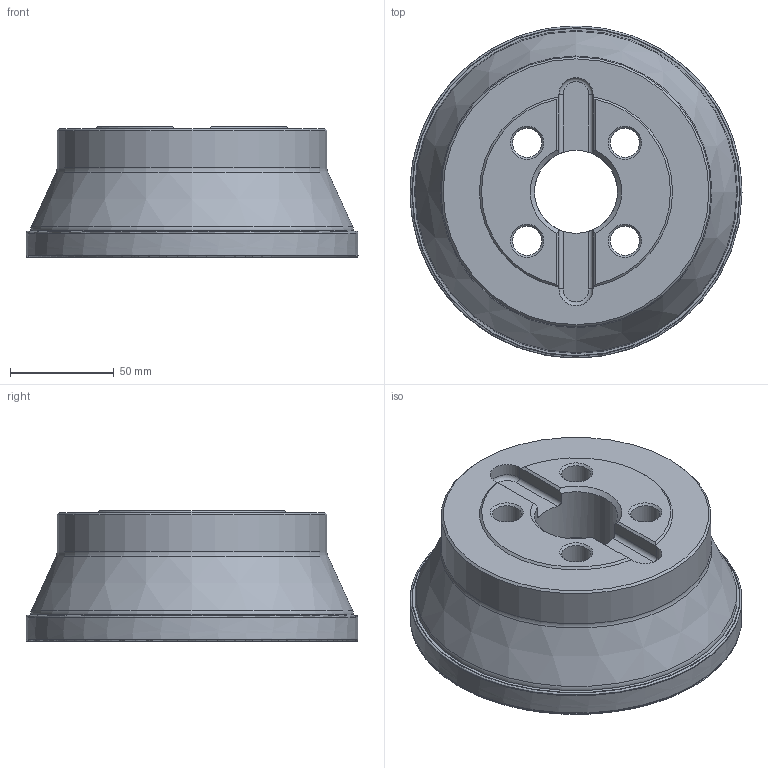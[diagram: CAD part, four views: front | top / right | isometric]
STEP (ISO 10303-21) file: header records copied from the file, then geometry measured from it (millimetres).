
FILE_DESCRIPTION(/* description */ (''),/* implementation_level */ '2;1');
FILE_NAME(/* name */ '160C12R-S90SD12_115009159ndi000_00-SIM.stp',/* time_stamp */ '2019-12-12T13:02:06+01:00',/* author */ (''),/* organization */ (''),/* preprocessor_version */ 'ST-DEVELOPER v16.7',/* originating_system */ 'SIEMENS PLM Software NX 12.0',/* authorisation */ '');
FILE_SCHEMA (('AUTOMOTIVE_DESIGN { 1 0 10303 214 3 1 1 1 }'));
Length unit declared in the file: millimetre
Products named in the file (1): hm15089436B4ed5j
Bounding box: 159.88 x 159.88 x 63.01 mm (x, y, z)
Volume: 808282.9 mm3; surface area: 96489.3 mm2
Topology: 2 solids, 2 shells, 83 faces, 214 edges, 135 vertices
Faces by surface type: cylinder 21, cone 17, revolution 16, plane 16, torus 13
Full cylindrical faces by diameter (mm): 14 x4, 40 x1, 130 x1, 155.5 x1
Entity records: 2683 total; most frequent: CARTESIAN_POINT 894, DIRECTION 366, ORIENTED_EDGE 298, AXIS2_PLACEMENT_3D 157, EDGE_CURVE 149, EDGE_LOOP 138, VERTEX_POINT 113, FACE_BOUND 104
